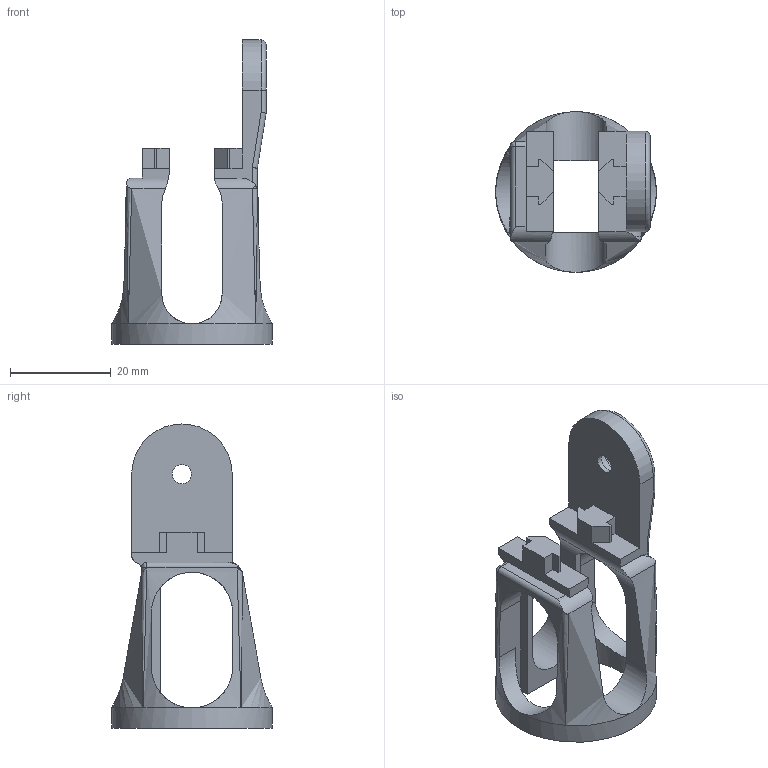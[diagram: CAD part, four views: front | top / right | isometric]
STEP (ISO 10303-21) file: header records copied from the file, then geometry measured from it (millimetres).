
FILE_DESCRIPTION(/* description */ (''),/* implementation_level */ '2;1');
FILE_NAME(/* name */ 'Ender_3_Pro_Tevo_Tornado_2mm_lower_body.step',/* time_stamp */ '2019-10-28T17:15:57-05:00',/* author */ (''),/* organization */ (''),/* preprocessor_version */ 'ST-DEVELOPER v18',/* originating_system */ 'Autodesk Translation Framework v8.6.0.1094',/* authorisation */ '');
FILE_SCHEMA (('AUTOMOTIVE_DESIGN { 1 0 10303 214 3 1 1 }'));
Length unit declared in the file: millimetre
Products named in the file (1): Main Body
Bounding box: 32 x 32 x 60.51 mm (x, y, z)
Volume: 8582.5 mm3; surface area: 6381.7 mm2
Topology: 1 solids, 1 shells, 106 faces, 304 edges, 190 vertices
Faces by surface type: plane 54, cylinder 35, bspline 14, torus 3
Full cylindrical faces by diameter (mm): 3.8 x1, 8 x1, 32 x1
Entity records: 4599 total; most frequent: CARTESIAN_POINT 1949, ORIENTED_EDGE 598, DIRECTION 474, EDGE_CURVE 299, VERTEX_POINT 190, LINE 168, VECTOR 168, AXIS2_PLACEMENT_3D 153
